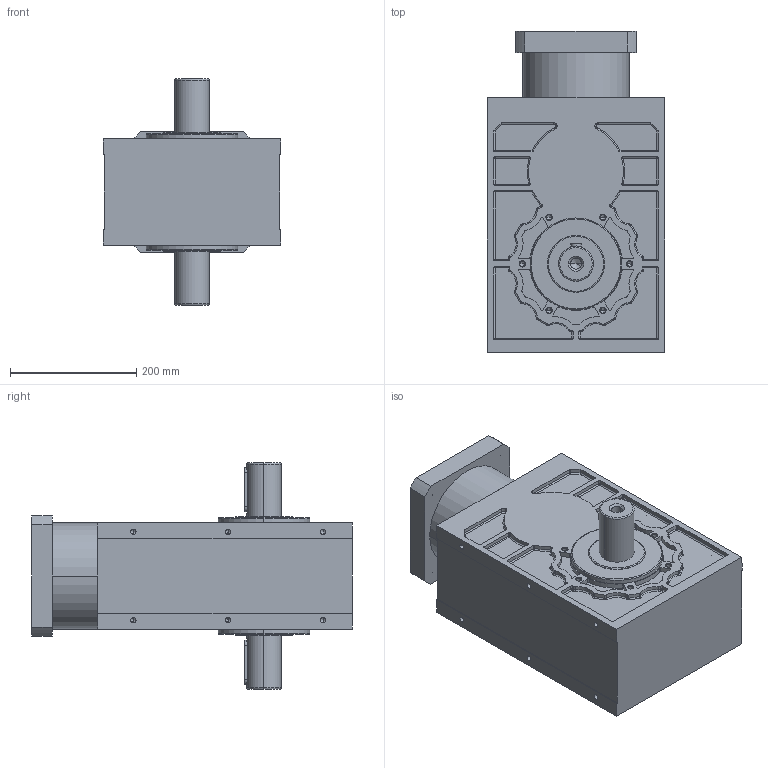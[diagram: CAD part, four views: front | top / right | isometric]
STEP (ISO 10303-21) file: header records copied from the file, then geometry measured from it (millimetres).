
FILE_DESCRIPTION (( 'STEP AP203' ), '1' );
FILE_NAME ('DT280-S1-42-180-215.stp', '2022-06-27T08:44:51', ( 'PC' ), ( 'Microsoft' ), 'SwSTEP 2.0', 'SolidWorks 2016', '' );
FILE_SCHEMA (( 'CONFIG_CONTROL_DESIGN' ));
Length unit declared in the file: millimetre
Products named in the file (1): DT280-S1-42-180-215
Bounding box: 280 x 507.5 x 358 mm (x, y, z)
Volume: 21055897.4 mm3; surface area: 694154.6 mm2
Topology: 1 solids, 1 shells, 905 faces, 2237 edges, 1278 vertices
Faces by surface type: cylinder 451, plane 186, torus 108, cone 88, sphere 72
Entity records: 26120 total; most frequent: DIRECTION 5053, CARTESIAN_POINT 4491, ORIENTED_EDGE 4226, EDGE_CURVE 2113, AXIS2_PLACEMENT_3D 2044, VERTEX_POINT 1278, CIRCLE 1138, EDGE_LOOP 973
